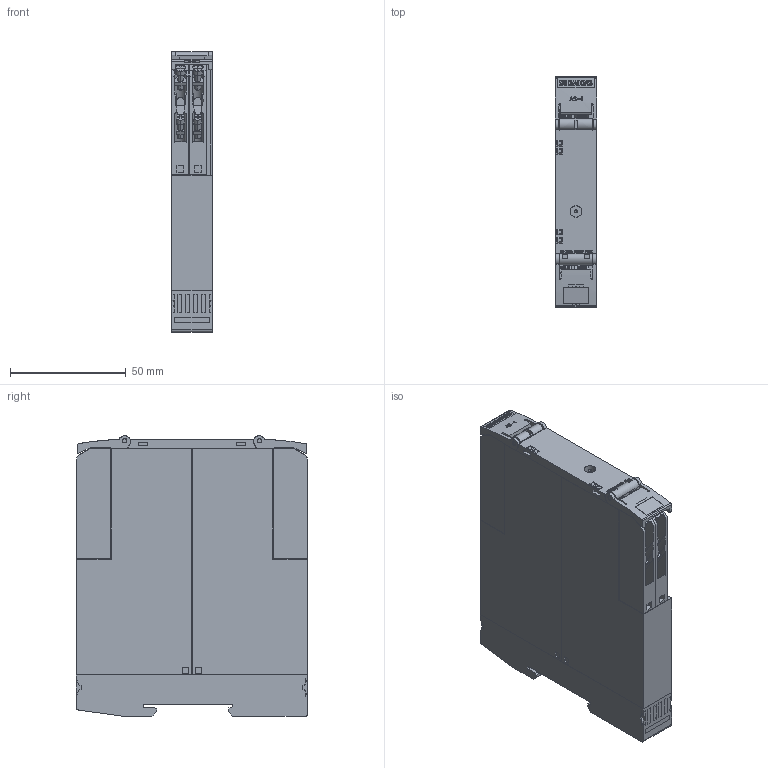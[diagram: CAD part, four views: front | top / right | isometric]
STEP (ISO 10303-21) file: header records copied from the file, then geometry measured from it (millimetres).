
FILE_DESCRIPTION(('STEP AP214'),'1');
FILE_NAME('cctmp_E9429095-29FD-49D8-9DF1-8CFEA153A8CF_2023_07_24_18_05_10_0169..stp','2023-07-24T16:05:12',('SIEMENS A&D'),('CADClick - www.CADClick.com'),'Spatial InterOp 3D postprocessed',' ','unknown authorization');
FILE_SCHEMA(('AUTOMOTIVE_DESIGN'));
Length unit declared in the file: millimetre
Products named in the file (1): 2023_07_24_18_05_10_0105
Bounding box: 17.8 x 100.02 x 121.4 mm (x, y, z)
Volume: 190786.7 mm3; surface area: 52209.1 mm2
Topology: 1 solids, 6 shells, 1678 faces, 4707 edges, 3128 vertices
Faces by surface type: plane 1340, cylinder 320, torus 16, sphere 2
Entity records: 90627 total; most frequent: CARTESIAN_POINT 10186, STYLED_ITEM 9506, PRESENTATION_STYLE_ASSIGNMENT 9506, ORIENTED_EDGE 9398, DIRECTION 8837, EDGE_CURVE 4699, CURVE_STYLE 4699, DRAUGHTING_PRE_DEFINED_CURVE_FONT 4699
